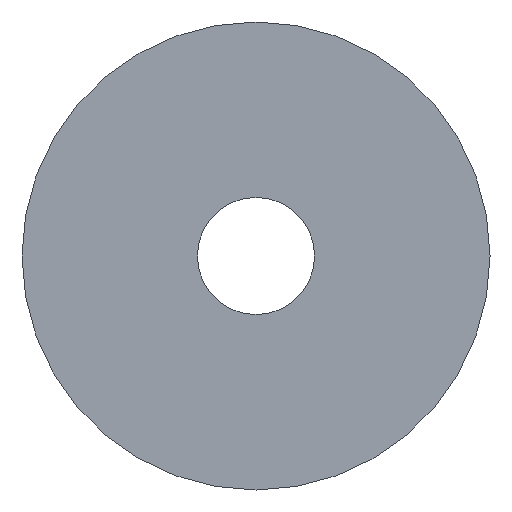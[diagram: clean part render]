
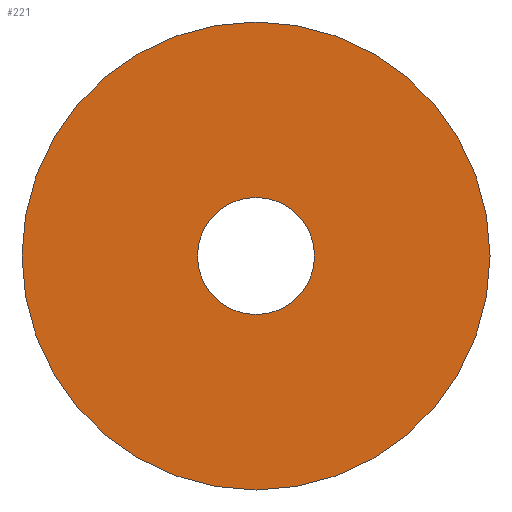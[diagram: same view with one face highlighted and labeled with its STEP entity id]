
A CAD part, front view. The second image highlights one B-rep face of the part: STEP entity #221.
In plain terms, the highlighted planar face has unit normal (0, -1, 0).
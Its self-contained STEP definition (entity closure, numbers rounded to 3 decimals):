
#15=EDGE_CURVE('NONE',#16,#18,#20,.F.);
#16=VERTEX_POINT('NONE',#17);
#17=CARTESIAN_POINT('',(0.0,0.0,1.588));
#18=VERTEX_POINT('NONE',#19);
#19=CARTESIAN_POINT('',(0.,0.0,-1.588));
#20=CIRCLE('',#21,1.588);
#21=AXIS2_PLACEMENT_3D('',#22,#23,#24);
#22=CARTESIAN_POINT('',(0.0,0.0,0.0));
#23=DIRECTION('',(0.0,1.0,0.0));
#24=DIRECTION('',(0.0,0.0,1.0));
#145=VERTEX_POINT('NONE',#146);
#146=CARTESIAN_POINT('',(0.,0.0,6.35));
#152=EDGE_CURVE('NONE',#145,#153,#155,.T.);
#153=VERTEX_POINT('NONE',#154);
#154=CARTESIAN_POINT('',(0.0,0.0,-6.35));
#155=CIRCLE('',#156,6.35);
#156=AXIS2_PLACEMENT_3D('',#157,#158,#159);
#157=CARTESIAN_POINT('',(0.0,0.0,0.0));
#158=DIRECTION('',(0.0,1.0,0.0));
#159=DIRECTION('',(0.0,0.0,1.0));
#184=EDGE_CURVE('NONE',#153,#145,#185,.T.);
#185=CIRCLE('',#186,6.35);
#186=AXIS2_PLACEMENT_3D('',#187,#188,#189);
#187=CARTESIAN_POINT('',(0.0,0.0,0.0));
#188=DIRECTION('',(0.0,1.0,0.0));
#189=DIRECTION('',(0.0,0.0,1.0));
#221=ADVANCED_FACE('NONE',(#222,#232),#236,.F.);
#222=FACE_BOUND('NONE',#223,.T.);
#223=EDGE_LOOP('',(#224,#231));
#224=ORIENTED_EDGE('',*,*,#225,.T.);
#225=EDGE_CURVE('NONE',#16,#18,#226,.T.);
#226=CIRCLE('',#227,1.588);
#227=AXIS2_PLACEMENT_3D('',#228,#229,#230);
#228=CARTESIAN_POINT('',(0.0,0.0,0.0));
#229=DIRECTION('',(0.0,1.0,0.0));
#230=DIRECTION('',(0.0,0.0,1.0));
#231=ORIENTED_EDGE('',*,*,#15,.F.);
#232=FACE_BOUND('NONE',#233,.T.);
#233=EDGE_LOOP('',(#234,#235));
#234=ORIENTED_EDGE('',*,*,#184,.F.);
#235=ORIENTED_EDGE('',*,*,#152,.F.);
#236=PLANE('',#237);
#237=AXIS2_PLACEMENT_3D('',#238,#239,#240);
#238=CARTESIAN_POINT('',(0.0,0.0,0.0));
#239=DIRECTION('',(0.0,1.0,0.0));
#240=DIRECTION('',(0.0,0.0,1.0));
